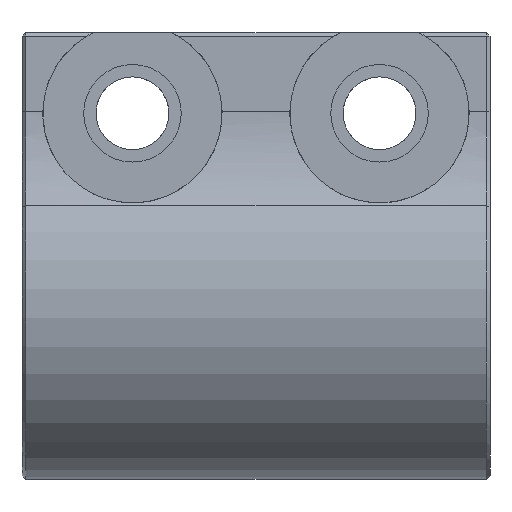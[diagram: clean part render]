
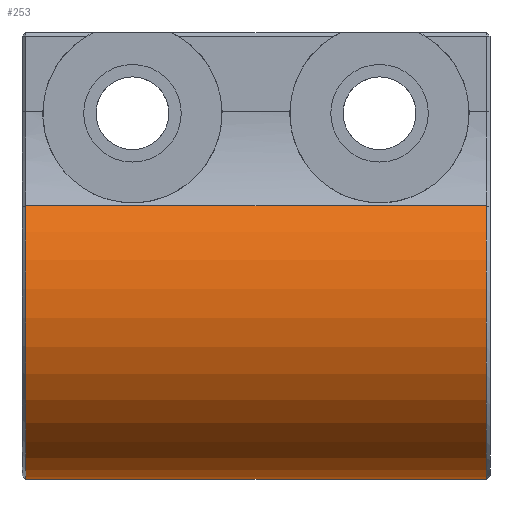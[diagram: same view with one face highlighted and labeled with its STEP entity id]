
A CAD part, left-side view. The second image highlights one B-rep face of the part: STEP entity #253.
In plain terms, the highlighted cylindrical face has radius 6.35 mm (diameter 12.7 mm), a partial arc.
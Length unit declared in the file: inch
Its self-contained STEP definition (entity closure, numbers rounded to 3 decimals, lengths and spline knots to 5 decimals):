
#59 = EDGE_CURVE ( 'NONE', #1452, #409, #366, .T. ) ;
#100 = FACE_OUTER_BOUND ( 'NONE', #655, .T. ) ;
#124 = DIRECTION ( 'NONE',  ( 0., 1., 0. ) ) ;
#195 = CARTESIAN_POINT ( 'NONE',  ( 0., 0.6475, -0.25 ) ) ;
#215 = AXIS2_PLACEMENT_3D ( 'NONE', #1490, #553, #1646 ) ;
#253 = ADVANCED_FACE ( 'NONE', ( #100 ), #478, .T. ) ;
#366 = CIRCLE ( 'NONE', #1539, 0.25 ) ;
#389 = VECTOR ( 'NONE', #1906, 39.37008 ) ;
#409 = VERTEX_POINT ( 'NONE', #195 ) ;
#452 = VECTOR ( 'NONE', #124, 39.37008 ) ;
#478 = CYLINDRICAL_SURFACE ( 'NONE', #1295, 0.25 ) ;
#522 = EDGE_CURVE ( 'NONE', #815, #1452, #872, .T. ) ;
#531 = ORIENTED_EDGE ( 'NONE', *, *, #1925, .T. ) ;
#553 = DIRECTION ( 'NONE',  ( 0., 1., 0. ) ) ;
#574 = CARTESIAN_POINT ( 'NONE',  ( 0., 0.6475, 0. ) ) ;
#655 = EDGE_LOOP ( 'NONE', ( #725, #1172, #531, #1893 ) ) ;
#725 = ORIENTED_EDGE ( 'NONE', *, *, #59, .T. ) ;
#746 = DIRECTION ( 'NONE',  ( 0., 0., 1. ) ) ;
#815 = VERTEX_POINT ( 'NONE', #1947 ) ;
#829 = LINE ( 'NONE', #971, #389 ) ;
#872 = LINE ( 'NONE', #2001, #452 ) ;
#971 = CARTESIAN_POINT ( 'NONE',  ( 0., 0.6525, -0.25 ) ) ;
#1077 = CIRCLE ( 'NONE', #215, 0.25 ) ;
#1089 = CARTESIAN_POINT ( 'NONE',  ( 0., 0.6525, 0. ) ) ;
#1172 = ORIENTED_EDGE ( 'NONE', *, *, #1305, .T. ) ;
#1192 = CARTESIAN_POINT ( 'NONE',  ( -0.2125, 0.6475, 0.1317 ) ) ;
#1295 = AXIS2_PLACEMENT_3D ( 'NONE', #1089, #1855, #2012 ) ;
#1305 = EDGE_CURVE ( 'NONE', #409, #1457, #829, .T. ) ;
#1341 = CARTESIAN_POINT ( 'NONE',  ( 0., 0.005, -0.25 ) ) ;
#1452 = VERTEX_POINT ( 'NONE', #1192 ) ;
#1457 = VERTEX_POINT ( 'NONE', #1341 ) ;
#1490 = CARTESIAN_POINT ( 'NONE',  ( 0., 0.005, 0. ) ) ;
#1539 = AXIS2_PLACEMENT_3D ( 'NONE', #574, #1665, #746 ) ;
#1646 = DIRECTION ( 'NONE',  ( 0., 0., 1. ) ) ;
#1665 = DIRECTION ( 'NONE',  ( 0., -1., 0. ) ) ;
#1855 = DIRECTION ( 'NONE',  ( 0., -1., 0. ) ) ;
#1893 = ORIENTED_EDGE ( 'NONE', *, *, #522, .T. ) ;
#1906 = DIRECTION ( 'NONE',  ( 0., -1., 0. ) ) ;
#1925 = EDGE_CURVE ( 'NONE', #1457, #815, #1077, .T. ) ;
#1947 = CARTESIAN_POINT ( 'NONE',  ( -0.2125, 0.005, 0.1317 ) ) ;
#2001 = CARTESIAN_POINT ( 'NONE',  ( -0.2125, 0.6525, 0.1317 ) ) ;
#2012 = DIRECTION ( 'NONE',  ( 0., 0., -1. ) ) ;
